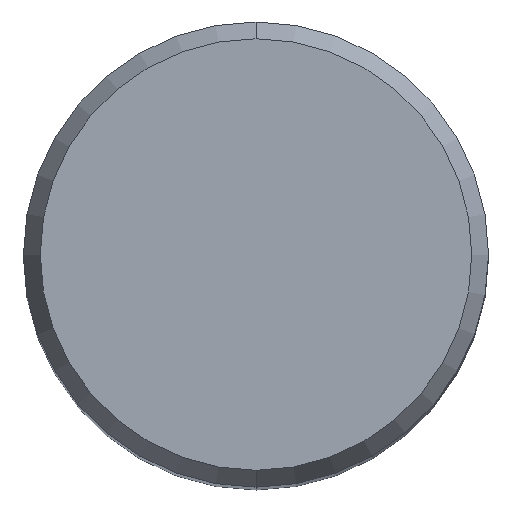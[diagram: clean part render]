
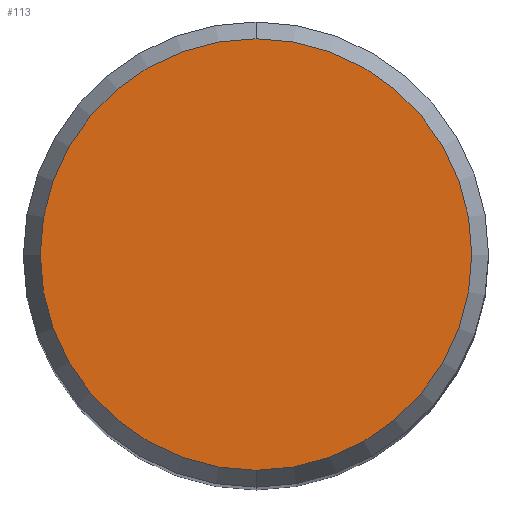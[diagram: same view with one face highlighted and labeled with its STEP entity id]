
A CAD part, top view. The second image highlights one B-rep face of the part: STEP entity #113.
In plain terms, the highlighted planar face has unit normal (0, 0, 1).
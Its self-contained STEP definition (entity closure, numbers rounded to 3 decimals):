
#99=VERTEX_POINT('',#250);
#101=EDGE_CURVE('',#105,#99,#252,.T.);
#105=VERTEX_POINT('',#256);
#113=ADVANCED_FACE('',(#265),#266,.T.);
#143=EDGE_CURVE('',#99,#105,#301,.T.);
#250=CARTESIAN_POINT('',(0.0,5.892,0.0));
#252=CIRCLE('',#413,5.892);
#256=CARTESIAN_POINT('',(0.,-5.892,0.0));
#265=FACE_OUTER_BOUND('',#428,.T.);
#266=PLANE('',#429);
#301=CIRCLE('',#473,5.892);
#413=AXIS2_PLACEMENT_3D('',#601,#602,#603);
#428=EDGE_LOOP('',(#614,#615));
#429=AXIS2_PLACEMENT_3D('',#616,#617,#618);
#473=AXIS2_PLACEMENT_3D('',#671,#672,#673);
#601=CARTESIAN_POINT('',(0.0,0.0,0.0));
#602=DIRECTION('',(0.0,0.0,-1.0));
#603=DIRECTION('',(0.0,1.0,0.0));
#614=ORIENTED_EDGE('',*,*,#143,.F.);
#615=ORIENTED_EDGE('',*,*,#101,.F.);
#616=CARTESIAN_POINT('',(0.0,2.946,0.0));
#617=DIRECTION('',(-0.0,0.0,1.0));
#618=DIRECTION('',(0.0,-1.0,0.0));
#671=CARTESIAN_POINT('',(0.0,0.0,0.0));
#672=DIRECTION('',(0.0,0.0,-1.0));
#673=DIRECTION('',(0.0,1.0,0.0));
